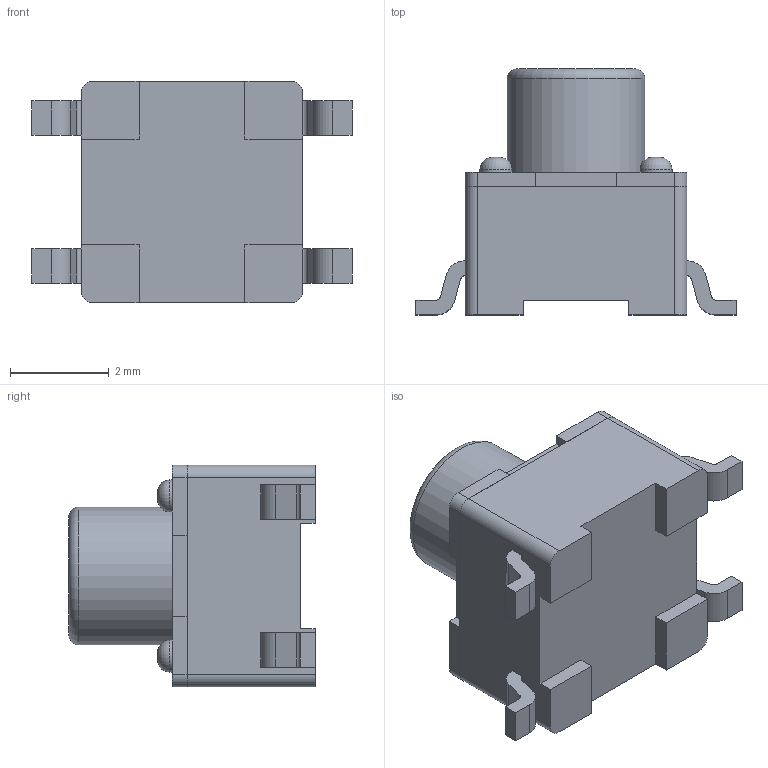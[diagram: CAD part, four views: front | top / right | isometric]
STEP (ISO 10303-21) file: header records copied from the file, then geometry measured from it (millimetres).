
FILE_DESCRIPTION (( 'STEP AP214' ), '1' );
FILE_NAME ('PTS647SN50SMTR2LFS.STEP', '2021-06-07T08:12:31', ( '' ), ( '' ), 'SwSTEP 2.0', 'SolidWorks 2018', '' );
FILE_SCHEMA (( 'AUTOMOTIVE_DESIGN' ));
Length unit declared in the file: millimetre
Products named in the file (2): PTS647SN50SMTR2LFS
Bounding box: 6.5 x 5 x 4.5 mm (x, y, z)
Volume: 68.2 mm3; surface area: 175 mm2
Topology: 7 solids, 7 shells, 112 faces, 277 edges, 183 vertices
Faces by surface type: plane 78, cylinder 29, torus 5
Full cylindrical faces by diameter (mm): 0.65 x4, 2.8 x1
Entity records: 4589 total; most frequent: CARTESIAN_POINT 564, DIRECTION 558, ORIENTED_EDGE 534, EDGE_CURVE 267, VECTOR 204, LINE 204, VERTEX_POINT 183, AXIS2_PLACEMENT_3D 177
